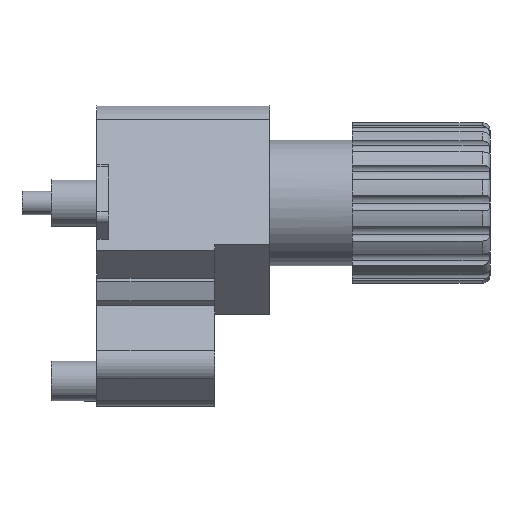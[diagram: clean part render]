
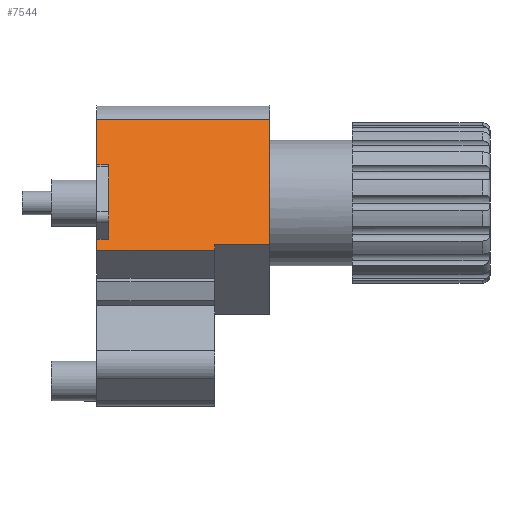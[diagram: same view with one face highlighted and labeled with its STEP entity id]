
A CAD part, left-side view. The second image highlights one B-rep face of the part: STEP entity #7544.
In plain terms, the highlighted face is planar.
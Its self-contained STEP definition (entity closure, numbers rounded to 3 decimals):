
#2 = DIRECTION ( 'NONE',  ( 0., -1., 0. ) ) ;
#26 = CARTESIAN_POINT ( 'NONE',  ( 0., 0., -59. ) ) ;
#86 = VECTOR ( 'NONE', #7685, 1000. ) ;
#186 = DIRECTION ( 'NONE',  ( 0., 0., 1. ) ) ;
#429 = EDGE_CURVE ( 'NONE', #3769, #8667, #7213, .T. ) ;
#438 = VECTOR ( 'NONE', #2429, 1000. ) ;
#548 = VECTOR ( 'NONE', #4522, 1000. ) ;
#608 = DIRECTION ( 'NONE',  ( 0., 0., 1. ) ) ;
#691 = CARTESIAN_POINT ( 'NONE',  ( 0., -3., -35. ) ) ;
#1105 = VERTEX_POINT ( 'NONE', #26 ) ;
#1119 = EDGE_CURVE ( 'NONE', #3649, #7611, #1512, .T. ) ;
#1151 = LINE ( 'NONE', #3224, #548 ) ;
#1351 = AXIS2_PLACEMENT_3D ( 'NONE', #2037, #2083, #608 ) ;
#1355 = CARTESIAN_POINT ( 'NONE',  ( 0., -3., -35. ) ) ;
#1390 = PLANE ( 'NONE',  #1351 ) ;
#1443 = EDGE_CURVE ( 'NONE', #7115, #4953, #5687, .T. ) ;
#1509 = CARTESIAN_POINT ( 'NONE',  ( 0., -44., -12. ) ) ;
#1512 = LINE ( 'NONE', #7929, #438 ) ;
#1623 = ORIENTED_EDGE ( 'NONE', *, *, #1827, .F. ) ;
#1687 = CARTESIAN_POINT ( 'NONE',  ( 0., -30., -100. ) ) ;
#1827 = EDGE_CURVE ( 'NONE', #7115, #8667, #6557, .T. ) ;
#1988 = CARTESIAN_POINT ( 'NONE',  ( 0., -44., -57. ) ) ;
#2037 = CARTESIAN_POINT ( 'NONE',  ( 0., -44., -100. ) ) ;
#2057 = CARTESIAN_POINT ( 'NONE',  ( 0., 0., -59. ) ) ;
#2083 = DIRECTION ( 'NONE',  ( -1., 0., 0. ) ) ;
#2091 = CARTESIAN_POINT ( 'NONE',  ( 0., 0., -35. ) ) ;
#2131 = DIRECTION ( 'NONE',  ( 0., 1., 0. ) ) ;
#2171 = ORIENTED_EDGE ( 'NONE', *, *, #4448, .T. ) ;
#2429 = DIRECTION ( 'NONE',  ( 0., -1., 0. ) ) ;
#2441 = CARTESIAN_POINT ( 'NONE',  ( 0., 0., -100. ) ) ;
#2456 = ORIENTED_EDGE ( 'NONE', *, *, #8552, .T. ) ;
#2683 = LINE ( 'NONE', #2865, #5696 ) ;
#2780 = VERTEX_POINT ( 'NONE', #3956 ) ;
#2821 = CARTESIAN_POINT ( 'NONE',  ( 0., 0., -100. ) ) ;
#2865 = CARTESIAN_POINT ( 'NONE',  ( 0., 0., -55. ) ) ;
#2878 = VECTOR ( 'NONE', #186, 1000. ) ;
#3020 = ORIENTED_EDGE ( 'NONE', *, *, #8375, .T. ) ;
#3140 = CARTESIAN_POINT ( 'NONE',  ( 0., 0., -35. ) ) ;
#3224 = CARTESIAN_POINT ( 'NONE',  ( 0., -44., -100. ) ) ;
#3344 = VECTOR ( 'NONE', #5777, 1000. ) ;
#3386 = DIRECTION ( 'NONE',  ( 0., 0., 1. ) ) ;
#3649 = VERTEX_POINT ( 'NONE', #7214 ) ;
#3769 = VERTEX_POINT ( 'NONE', #1509 ) ;
#3814 = VERTEX_POINT ( 'NONE', #4426 ) ;
#3901 = ORIENTED_EDGE ( 'NONE', *, *, #1443, .T. ) ;
#3939 = VECTOR ( 'NONE', #3386, 1000. ) ;
#3956 = CARTESIAN_POINT ( 'NONE',  ( 0., -3., -55. ) ) ;
#3993 = VERTEX_POINT ( 'NONE', #8716 ) ;
#4325 = ORIENTED_EDGE ( 'NONE', *, *, #429, .T. ) ;
#4426 = CARTESIAN_POINT ( 'NONE',  ( 0., -30., -59. ) ) ;
#4448 = EDGE_CURVE ( 'NONE', #4953, #2780, #9061, .T. ) ;
#4453 = CARTESIAN_POINT ( 'NONE',  ( 0., 0., -12. ) ) ;
#4498 = DIRECTION ( 'NONE',  ( 0., 1., 0. ) ) ;
#4522 = DIRECTION ( 'NONE',  ( 0., 0., 1. ) ) ;
#4546 = EDGE_LOOP ( 'NONE', ( #3901, #2171, #2456, #5519, #5965, #3020, #6275, #8964, #4325, #1623 ) ) ;
#4643 = VECTOR ( 'NONE', #4498, 1000. ) ;
#4953 = VERTEX_POINT ( 'NONE', #691 ) ;
#5041 = EDGE_CURVE ( 'NONE', #7611, #3769, #1151, .T. ) ;
#5519 = ORIENTED_EDGE ( 'NONE', *, *, #6535, .F. ) ;
#5687 = LINE ( 'NONE', #2091, #8052 ) ;
#5696 = VECTOR ( 'NONE', #2131, 1000. ) ;
#5777 = DIRECTION ( 'NONE',  ( 0., 0., 1. ) ) ;
#5888 = LINE ( 'NONE', #1687, #3939 ) ;
#5965 = ORIENTED_EDGE ( 'NONE', *, *, #8289, .T. ) ;
#6275 = ORIENTED_EDGE ( 'NONE', *, *, #1119, .T. ) ;
#6535 = EDGE_CURVE ( 'NONE', #1105, #3993, #8595, .T. ) ;
#6557 = LINE ( 'NONE', #2441, #2878 ) ;
#6578 = VECTOR ( 'NONE', #7500, 1000. ) ;
#7115 = VERTEX_POINT ( 'NONE', #3140 ) ;
#7213 = LINE ( 'NONE', #8833, #4643 ) ;
#7214 = CARTESIAN_POINT ( 'NONE',  ( 0., -30., -57. ) ) ;
#7500 = DIRECTION ( 'NONE',  ( 0., 0., -1. ) ) ;
#7544 = ADVANCED_FACE ( 'NONE', ( #7626 ), #1390, .T. ) ;
#7599 = LINE ( 'NONE', #2057, #86 ) ;
#7611 = VERTEX_POINT ( 'NONE', #1988 ) ;
#7626 = FACE_OUTER_BOUND ( 'NONE', #4546, .T. ) ;
#7685 = DIRECTION ( 'NONE',  ( 0., -1., 0. ) ) ;
#7929 = CARTESIAN_POINT ( 'NONE',  ( 0., -30., -57. ) ) ;
#8052 = VECTOR ( 'NONE', #2, 1000. ) ;
#8289 = EDGE_CURVE ( 'NONE', #1105, #3814, #7599, .T. ) ;
#8375 = EDGE_CURVE ( 'NONE', #3814, #3649, #5888, .T. ) ;
#8552 = EDGE_CURVE ( 'NONE', #2780, #3993, #2683, .T. ) ;
#8595 = LINE ( 'NONE', #2821, #3344 ) ;
#8667 = VERTEX_POINT ( 'NONE', #4453 ) ;
#8716 = CARTESIAN_POINT ( 'NONE',  ( 0., 0., -55. ) ) ;
#8833 = CARTESIAN_POINT ( 'NONE',  ( 0., -44., -12. ) ) ;
#8964 = ORIENTED_EDGE ( 'NONE', *, *, #5041, .T. ) ;
#9061 = LINE ( 'NONE', #1355, #6578 ) ;
